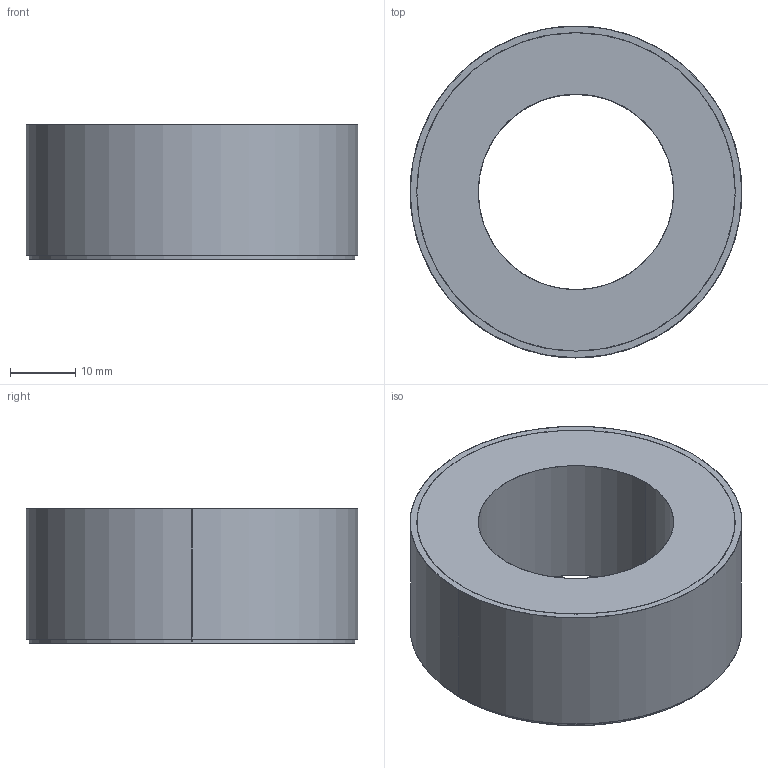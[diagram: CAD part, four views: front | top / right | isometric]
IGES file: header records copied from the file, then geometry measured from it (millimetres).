
Start section: SolidWorks IGES file using analytic representation for surfaces
Global section: file name: Magnetring_RMAX.IGS; native system: SolidWorks 2009; preprocessor: SolidWorks 2009; author: Admin; date: 141205.141532; units: millimetre
Bounding box: 50.95 x 50.95 x 20.6 mm (x, y, z)
Surface area: 14216.8 mm2 (no closed solid volume)
Topology: 0 solids, 0 shells, 15 faces, 680 edges, 680 vertices
Faces by surface type: revolution 10, bspline 5
